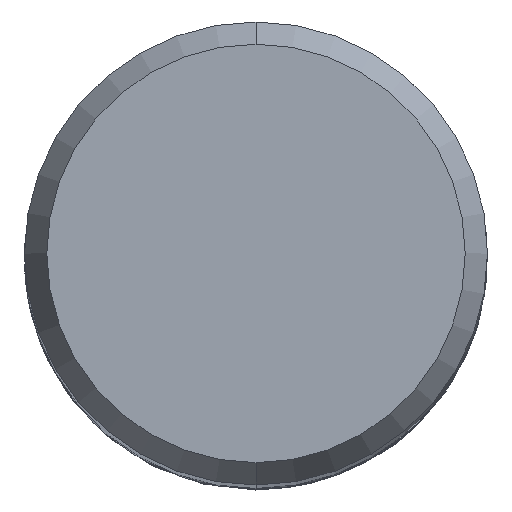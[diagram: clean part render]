
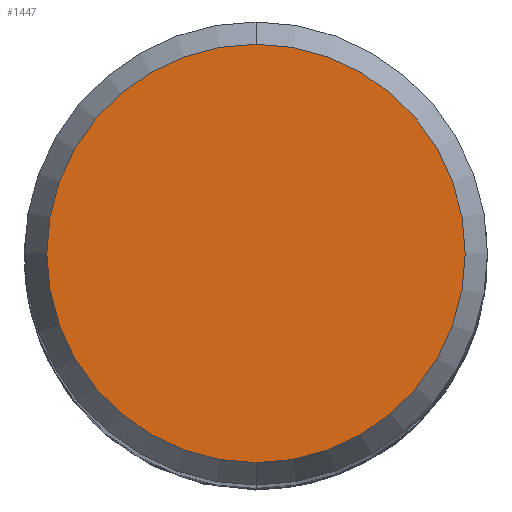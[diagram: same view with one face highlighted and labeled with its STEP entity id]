
A CAD part, top view. The second image highlights one B-rep face of the part: STEP entity #1447.
In plain terms, the highlighted planar face has unit normal (0, 0, 1).
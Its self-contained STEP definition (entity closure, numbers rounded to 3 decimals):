
#1081=VERTEX_POINT('',#2326);
#1447=ADVANCED_FACE('',(#2714),#2715,.T.);
#1505=EDGE_CURVE('',#1081,#1589,#2780,.T.);
#1589=VERTEX_POINT('',#2868);
#1763=EDGE_CURVE('',#1589,#1081,#3062,.T.);
#2326=CARTESIAN_POINT('',(0.,-5.423,0.0));
#2714=FACE_OUTER_BOUND('',#9833,.T.);
#2715=PLANE('',#9834);
#2780=CIRCLE('',#11126,5.423);
#2868=CARTESIAN_POINT('',(0.0,5.423,0.0));
#3062=CIRCLE('',#14174,5.423);
#9833=EDGE_LOOP('',(#15577,#15578));
#9834=AXIS2_PLACEMENT_3D('',#15579,#15580,#15581);
#11126=AXIS2_PLACEMENT_3D('',#15669,#15670,#15671);
#14174=AXIS2_PLACEMENT_3D('',#15992,#15993,#15994);
#15577=ORIENTED_EDGE('',*,*,#1763,.F.);
#15578=ORIENTED_EDGE('',*,*,#1505,.F.);
#15579=CARTESIAN_POINT('',(0.0,2.711,0.0));
#15580=DIRECTION('',(-0.0,0.0,1.0));
#15581=DIRECTION('',(0.0,-1.0,0.0));
#15669=CARTESIAN_POINT('',(0.0,0.0,0.0));
#15670=DIRECTION('',(0.0,0.0,-1.0));
#15671=DIRECTION('',(0.0,1.0,0.0));
#15992=CARTESIAN_POINT('',(0.0,0.0,0.0));
#15993=DIRECTION('',(0.0,0.0,-1.0));
#15994=DIRECTION('',(0.0,1.0,0.0));
